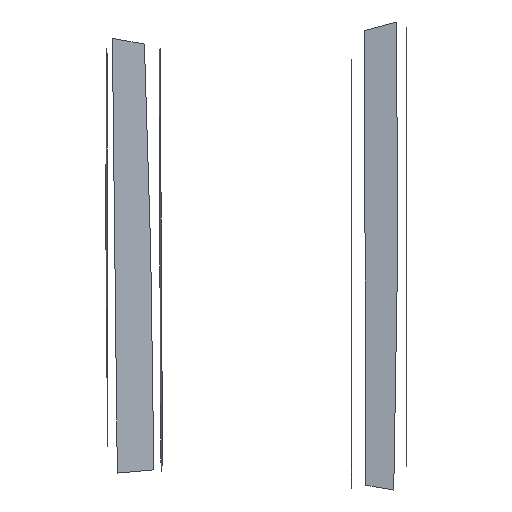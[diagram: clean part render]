
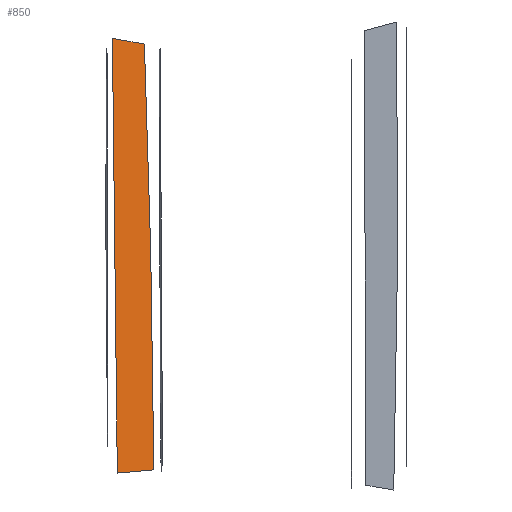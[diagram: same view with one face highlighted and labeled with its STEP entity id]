
A CAD part, left-side view. The second image highlights one B-rep face of the part: STEP entity #850.
In plain terms, the highlighted free-form (B-spline) face has degree [1, 1] with [2, 2] control points.
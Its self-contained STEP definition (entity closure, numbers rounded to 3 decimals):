
#430 = CARTESIAN_POINT ('', (-8.339, 104.37, 37.009));
#440 = VERTEX_POINT ('', #430);
#450 = CARTESIAN_POINT ('', (-8.404, 106.216, 200.581));
#460 = VERTEX_POINT ('', #450);
#470 = CARTESIAN_POINT ('', (-8.339, 104.37, 37.009));
#480 = CARTESIAN_POINT ('', (-8.404, 106.216, 200.581));
#490 = B_SPLINE_CURVE_WITH_KNOTS ('', 1, (#470, #480), .UNSPECIFIED., .F., .U., (2, 2), (0., 1.), .UNSPECIFIED.);
#500 = EDGE_CURVE ('', #440, #460, #490, .T.);
#510 = ORIENTED_EDGE ('', *, *, #500, .T.);
#520 = CARTESIAN_POINT ('', (-5.89, 94.174, 198.461));
#530 = VERTEX_POINT ('', #520);
#540 = CARTESIAN_POINT ('', (-8.404, 106.216, 200.581));
#550 = CARTESIAN_POINT ('', (-5.89, 94.174, 198.461));
#560 = B_SPLINE_CURVE_WITH_KNOTS ('', 1, (#540, #550), .UNSPECIFIED., .F., .U., (2, 2), (0., 1.), .UNSPECIFIED.);
#570 = EDGE_CURVE ('', #460, #530, #560, .T.);
#580 = ORIENTED_EDGE ('', *, *, #570, .T.);
#590 = CARTESIAN_POINT ('', (-5.547, 91.81, 121.173));
#600 = VERTEX_POINT ('', #590);
#610 = CARTESIAN_POINT ('', (-5.89, 94.174, 198.461));
#620 = CARTESIAN_POINT ('', (-5.547, 91.81, 121.173));
#630 = B_SPLINE_CURVE_WITH_KNOTS ('', 1, (#610, #620), .UNSPECIFIED., .F., .U., (2, 2), (0., 1.), .UNSPECIFIED.);
#640 = EDGE_CURVE ('', #530, #600, #630, .T.);
#650 = ORIENTED_EDGE ('', *, *, #640, .T.);
#660 = CARTESIAN_POINT ('', (-5.46, 90.614, 38.215));
#670 = VERTEX_POINT ('', #660);
#680 = CARTESIAN_POINT ('', (-5.547, 91.81, 121.173));
#690 = CARTESIAN_POINT ('', (-5.46, 90.614, 38.215));
#700 = B_SPLINE_CURVE_WITH_KNOTS ('', 1, (#680, #690), .UNSPECIFIED., .F., .U., (2, 2), (0., 1.), .UNSPECIFIED.);
#710 = EDGE_CURVE ('', #600, #670, #700, .T.);
#720 = ORIENTED_EDGE ('', *, *, #710, .T.);
#730 = CARTESIAN_POINT ('', (-5.46, 90.614, 38.215));
#740 = CARTESIAN_POINT ('', (-8.339, 104.37, 37.009));
#750 = B_SPLINE_CURVE_WITH_KNOTS ('', 1, (#730, #740), .UNSPECIFIED., .F., .U., (2, 2), (0., 1.), .UNSPECIFIED.);
#760 = EDGE_CURVE ('', #670, #440, #750, .T.);
#770 = ORIENTED_EDGE ('', *, *, #760, .T.);
#780 = EDGE_LOOP ('', (#510, #580, #650, #720, #770));
#790 = FACE_OUTER_BOUND ('', #780, .T.);
#800 = CARTESIAN_POINT ('', (-9.821, 110.67, -46.548));
#810 = CARTESIAN_POINT ('', (26.827, -63.129, 105.541));
#820 = CARTESIAN_POINT ('', (-40.621, 259.608, 131.071));
#830 = CARTESIAN_POINT ('', (-3.974, 85.809, 283.16));
#840 = B_SPLINE_SURFACE_WITH_KNOTS ('', 1, 1, ((#800, #810), (#820, #830)), .UNSPECIFIED., .F., .F., .U., (2, 2), (2, 2), (0., 1.), (0., 1.), .UNSPECIFIED.);
#850 = ADVANCED_FACE ('', (#790), #840, .T.);
